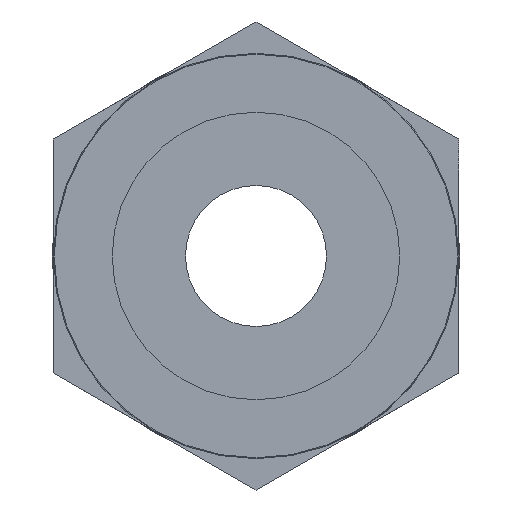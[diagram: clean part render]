
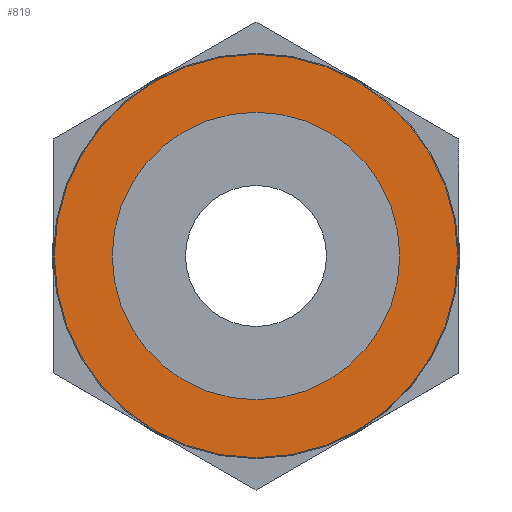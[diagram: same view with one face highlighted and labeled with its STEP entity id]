
A CAD part, left-side view. The second image highlights one B-rep face of the part: STEP entity #819.
In plain terms, the highlighted planar face has unit normal (-1, 0, 0).
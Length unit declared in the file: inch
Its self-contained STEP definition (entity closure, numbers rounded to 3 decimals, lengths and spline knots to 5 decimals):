
#251 = CARTESIAN_POINT ( 'NONE',  ( 0., 0., 0.155 ) ) ;
#399 = DIRECTION ( 'NONE',  ( 0., 0., 1. ) ) ;
#400 = DIRECTION ( 'NONE',  ( -1., 0., 0. ) ) ;
#447 = DIRECTION ( 'NONE',  ( 0., 0., -1. ) ) ;
#448 = DIRECTION ( 'NONE',  ( 1., 0., 0. ) ) ;
#449 = CARTESIAN_POINT ( 'NONE',  ( 0., 0., 0. ) ) ;
#450 = AXIS2_PLACEMENT_3D ( 'NONE', #449, #448, #447 ) ;
#451 = CIRCLE ( 'NONE', #450, 0.2175 ) ;
#452 = CARTESIAN_POINT ( 'NONE',  ( 0., 0., -0.2175 ) ) ;
#519 = CARTESIAN_POINT ( 'NONE',  ( 0., 0., 0. ) ) ;
#520 = AXIS2_PLACEMENT_3D ( 'NONE', #519, #400, #399 ) ;
#521 = CIRCLE ( 'NONE', #520, 0.155 ) ;
#542 = CARTESIAN_POINT ( 'NONE',  ( 0., 0., -0.155 ) ) ;
#548 = CARTESIAN_POINT ( 'NONE',  ( 0., 0., 0.2175 ) ) ;
#759 = ORIENTED_EDGE ( 'NONE', *, *, #1342, .F. ) ;
#818 = EDGE_CURVE ( 'NONE', #1277, #1341, #941, .T. ) ;
#819 = ADVANCED_FACE ( 'NONE', ( #936, #935 ), #934, .F. ) ;
#821 = ORIENTED_EDGE ( 'NONE', *, *, #825, .F. ) ;
#824 = EDGE_LOOP ( 'NONE', ( #821, #911 ) ) ;
#825 = EDGE_CURVE ( 'NONE', #1228, #1308, #929, .T. ) ;
#911 = ORIENTED_EDGE ( 'NONE', *, *, #1317, .F. ) ;
#912 = EDGE_LOOP ( 'NONE', ( #913, #759 ) ) ;
#913 = ORIENTED_EDGE ( 'NONE', *, *, #818, .F. ) ;
#925 = DIRECTION ( 'NONE',  ( 0., 0., 1. ) ) ;
#926 = DIRECTION ( 'NONE',  ( -1., 0., 0. ) ) ;
#927 = CARTESIAN_POINT ( 'NONE',  ( 0., 0., 0. ) ) ;
#928 = AXIS2_PLACEMENT_3D ( 'NONE', #927, #926, #925 ) ;
#929 = CIRCLE ( 'NONE', #928, 0.155 ) ;
#930 = DIRECTION ( 'NONE',  ( 0., 0., -1. ) ) ;
#931 = DIRECTION ( 'NONE',  ( 1., 0., 0. ) ) ;
#932 = CARTESIAN_POINT ( 'NONE',  ( 0., 0., 0. ) ) ;
#933 = AXIS2_PLACEMENT_3D ( 'NONE', #932, #931, #930 ) ;
#934 = PLANE ( 'NONE',  #933 ) ;
#935 = FACE_OUTER_BOUND ( 'NONE', #912, .T. ) ;
#936 = FACE_BOUND ( 'NONE', #824, .T. ) ;
#937 = DIRECTION ( 'NONE',  ( 0., 0., -1. ) ) ;
#938 = DIRECTION ( 'NONE',  ( 1., 0., 0. ) ) ;
#939 = CARTESIAN_POINT ( 'NONE',  ( 0., 0., 0. ) ) ;
#940 = AXIS2_PLACEMENT_3D ( 'NONE', #939, #938, #937 ) ;
#941 = CIRCLE ( 'NONE', #940, 0.2175 ) ;
#1228 = VERTEX_POINT ( 'NONE', #251 ) ;
#1277 = VERTEX_POINT ( 'NONE', #548 ) ;
#1308 = VERTEX_POINT ( 'NONE', #542 ) ;
#1317 = EDGE_CURVE ( 'NONE', #1308, #1228, #521, .T. ) ;
#1341 = VERTEX_POINT ( 'NONE', #452 ) ;
#1342 = EDGE_CURVE ( 'NONE', #1341, #1277, #451, .T. ) ;
